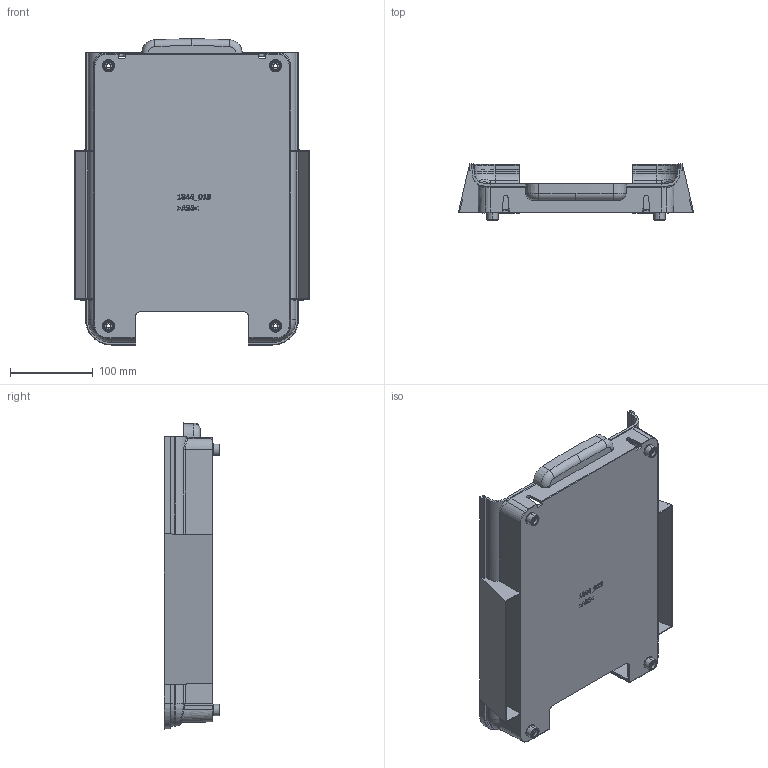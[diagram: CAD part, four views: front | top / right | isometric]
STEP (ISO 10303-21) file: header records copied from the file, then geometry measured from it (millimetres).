
FILE_DESCRIPTION (( 'STEP AP214' ), '1' );
FILE_NAME ('1844_019_rev_04.STEP', '2014-09-17T17:44:59', ( '' ), ( '' ), 'SwSTEP 2.0', 'SolidWorks 2013', '' );
FILE_SCHEMA (( 'AUTOMOTIVE_DESIGN' ));
Length unit declared in the file: millimetre
Products named in the file (1): 1844_019_rev_04
Bounding box: 284.74 x 67.2 x 370.13 mm (x, y, z)
Volume: 438107.1 mm3; surface area: 329468.3 mm2
Topology: 1 solids, 1 shells, 679 faces, 1726 edges, 1073 vertices
Faces by surface type: bspline 205, plane 192, cylinder 118, torus 93, cone 63, sphere 8
Entity records: 28989 total; most frequent: CARTESIAN_POINT 14207, ORIENTED_EDGE 3432, DIRECTION 2558, EDGE_CURVE 1716, VERTEX_POINT 1073, AXIS2_PLACEMENT_3D 901, VECTOR 756, LINE 756
